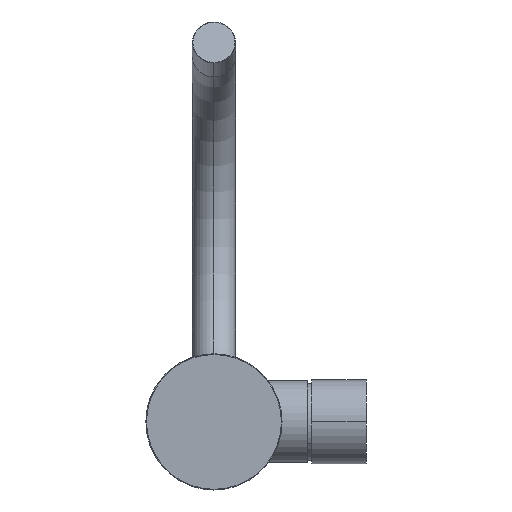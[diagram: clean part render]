
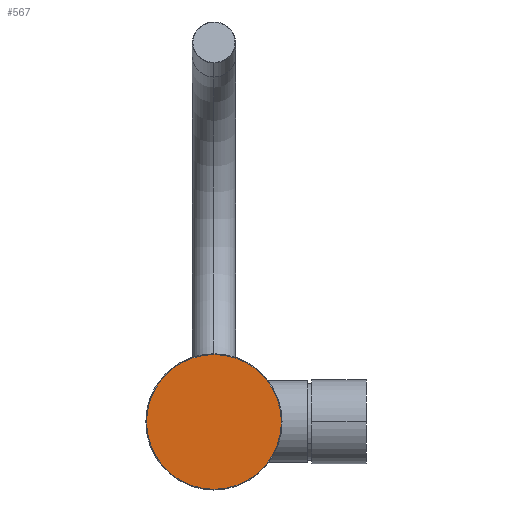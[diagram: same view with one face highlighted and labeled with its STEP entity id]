
A CAD part, front view. The second image highlights one B-rep face of the part: STEP entity #567.
In plain terms, the highlighted planar face has unit normal (0, -1, 0).
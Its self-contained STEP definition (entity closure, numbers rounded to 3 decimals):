
#134 = EDGE_CURVE ( 'NONE', #1339, #3671, #3818, .T. ) ;
#567 = ADVANCED_FACE ( 'NONE', ( #1528 ), #661, .T. ) ;
#661 = PLANE ( 'NONE',  #709 ) ;
#709 = AXIS2_PLACEMENT_3D ( 'NONE', #3835, #2294, #1966 ) ;
#947 = CARTESIAN_POINT ( 'NONE',  ( 0., 0., 0. ) ) ;
#1339 = VERTEX_POINT ( 'NONE', #1879 ) ;
#1397 = CARTESIAN_POINT ( 'NONE',  ( 0., 0., 0. ) ) ;
#1528 = FACE_OUTER_BOUND ( 'NONE', #3368, .T. ) ;
#1738 = CIRCLE ( 'NONE', #3722, 29.7 ) ;
#1785 = ORIENTED_EDGE ( 'NONE', *, *, #1997, .T. ) ;
#1879 = CARTESIAN_POINT ( 'NONE',  ( 0., 0., 29.7 ) ) ;
#1946 = ORIENTED_EDGE ( 'NONE', *, *, #134, .T. ) ;
#1966 = DIRECTION ( 'NONE',  ( 0., 0., -1. ) ) ;
#1997 = EDGE_CURVE ( 'NONE', #3671, #1339, #1738, .T. ) ;
#2019 = AXIS2_PLACEMENT_3D ( 'NONE', #1397, #3550, #2605 ) ;
#2122 = DIRECTION ( 'NONE',  ( 0., -1., 0. ) ) ;
#2294 = DIRECTION ( 'NONE',  ( 0., -1., 0. ) ) ;
#2605 = DIRECTION ( 'NONE',  ( 0., 0., -1. ) ) ;
#3011 = CARTESIAN_POINT ( 'NONE',  ( 0., 0., -29.7 ) ) ;
#3065 = DIRECTION ( 'NONE',  ( 0., 0., -1. ) ) ;
#3368 = EDGE_LOOP ( 'NONE', ( #1785, #1946 ) ) ;
#3550 = DIRECTION ( 'NONE',  ( 0., -1., 0. ) ) ;
#3671 = VERTEX_POINT ( 'NONE', #3011 ) ;
#3722 = AXIS2_PLACEMENT_3D ( 'NONE', #947, #2122, #3065 ) ;
#3818 = CIRCLE ( 'NONE', #2019, 29.7 ) ;
#3835 = CARTESIAN_POINT ( 'NONE',  ( 0., 0., 0. ) ) ;
